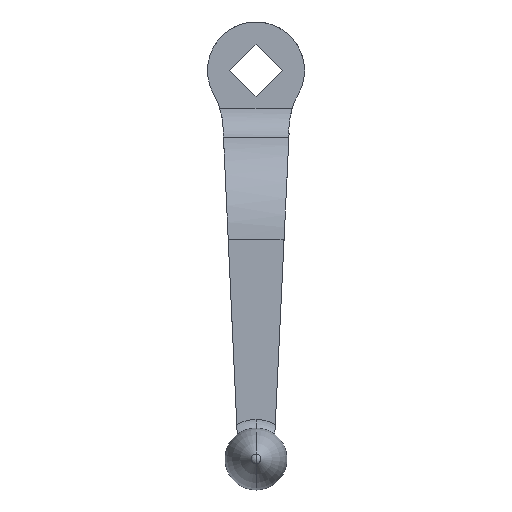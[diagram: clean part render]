
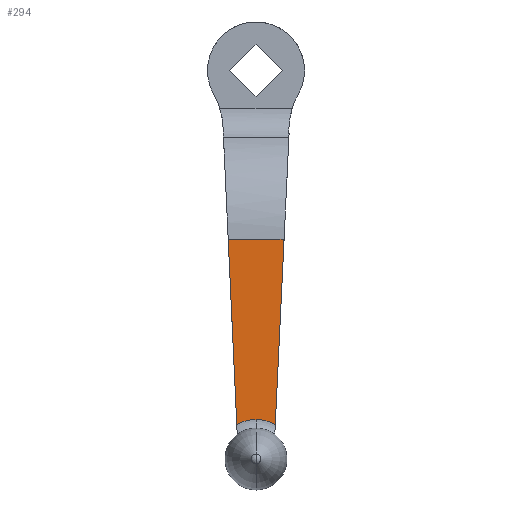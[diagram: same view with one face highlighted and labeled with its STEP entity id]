
A CAD part, front view. The second image highlights one B-rep face of the part: STEP entity #294.
In plain terms, the highlighted planar face has unit normal (0, -1, 0).
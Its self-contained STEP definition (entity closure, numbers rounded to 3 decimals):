
#240=EDGE_CURVE('',#260,#486,#668,.T.);
#252=EDGE_CURVE('',#260,#374,#684,.T.);
#260=VERTEX_POINT('',#693);
#294=ADVANCED_FACE('',(#731),#732,.F.);
#344=EDGE_CURVE('',#580,#374,#785,.T.);
#356=EDGE_CURVE('',#486,#368,#797,.T.);
#368=VERTEX_POINT('',#812);
#374=VERTEX_POINT('',#818);
#486=VERTEX_POINT('',#941);
#572=EDGE_CURVE('',#580,#368,#1039,.T.);
#580=VERTEX_POINT('',#1047);
#668=CIRCLE('',#1172,20.333);
#684=LINE('',#1190,#1191);
#693=CARTESIAN_POINT('',(-9.91,-88.0,-182.245));
#731=FACE_OUTER_BOUND('',#1287,.T.);
#732=PLANE('',#1288);
#785=LINE('',#1354,#1355);
#797=CIRCLE('',#1371,20.333);
#812=CARTESIAN_POINT('',(9.921,-88.0,-182.251));
#818=CARTESIAN_POINT('',(-14.307,-88.0,-86.974));
#941=CARTESIAN_POINT('',(0.,-88.0,-179.667));
#1039=LINE('',#1794,#1795);
#1047=CARTESIAN_POINT('',(14.441,-88.0,-86.974));
#1172=AXIS2_PLACEMENT_3D('',#1908,#1909,#1910);
#1190=CARTESIAN_POINT('',(-12.548,-88.0,-125.09));
#1191=VECTOR('',#1946,1.0);
#1287=EDGE_LOOP('',(#2010,#2011,#2012,#2013,#2014));
#1288=AXIS2_PLACEMENT_3D('',#2015,#2016,#2017);
#1354=CARTESIAN_POINT('',(0.,-88.0,-86.974));
#1355=VECTOR('',#2063,1.0);
#1371=AXIS2_PLACEMENT_3D('',#2073,#2074,#2075);
#1794=CARTESIAN_POINT('',(16.382,-88.0,-46.059));
#1795=VECTOR('',#2379,1.0);
#1908=CARTESIAN_POINT('',(0.,-88.0,-200.0));
#1909=DIRECTION('',(-0.0,1.0,0.0));
#1910=DIRECTION('',(0.,0.0,1.0));
#1946=DIRECTION('',(-0.046,0.0,0.999));
#2010=ORIENTED_EDGE('',*,*,#252,.F.);
#2011=ORIENTED_EDGE('',*,*,#240,.T.);
#2012=ORIENTED_EDGE('',*,*,#356,.T.);
#2013=ORIENTED_EDGE('',*,*,#572,.F.);
#2014=ORIENTED_EDGE('',*,*,#344,.T.);
#2015=CARTESIAN_POINT('',(0.,-88.0,-58.333));
#2016=DIRECTION('',(-0.0,1.0,0.0));
#2017=DIRECTION('',(0.,0.0,1.0));
#2063=DIRECTION('',(-1.0,0.,0.));
#2073=CARTESIAN_POINT('',(0.,-88.0,-200.0));
#2074=DIRECTION('',(-0.0,1.0,0.0));
#2075=DIRECTION('',(0.,0.0,1.0));
#2379=DIRECTION('',(-0.047,0.0,-0.999));
